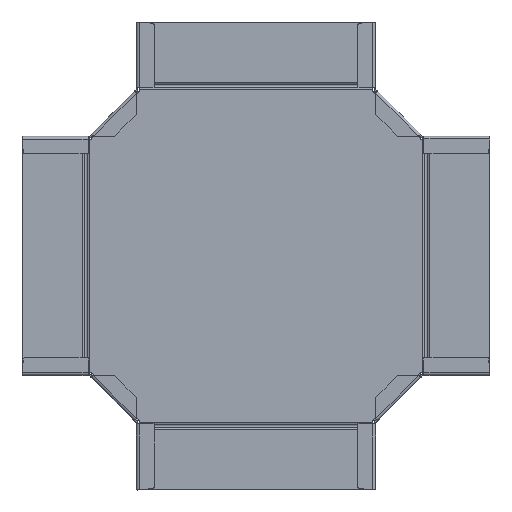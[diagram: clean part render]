
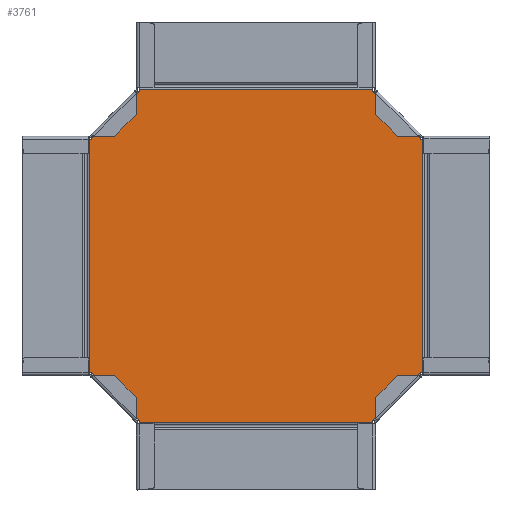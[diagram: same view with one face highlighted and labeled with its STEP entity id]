
A CAD part, top view. The second image highlights one B-rep face of the part: STEP entity #3761.
In plain terms, the highlighted planar face has unit normal (0, 0, 1).
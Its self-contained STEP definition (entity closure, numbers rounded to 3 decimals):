
#2690=DIRECTION('',(-0.707,0.707,0.));
#2691=VECTOR('',#2690,57.631);
#2692=CARTESIAN_POINT('',(140.752,100.,0.));
#2693=LINE('',#2692,#2691);
#2694=DIRECTION('',(-1.,0.,0.));
#2695=VECTOR('',#2694,2.);
#2696=CARTESIAN_POINT('',(142.752,100.,0.));
#2697=LINE('',#2696,#2695);
#2698=DIRECTION('',(0.707,0.707,0.));
#2699=VECTOR('',#2698,57.631);
#2700=CARTESIAN_POINT('',(100.,-140.752,0.));
#2701=LINE('',#2700,#2699);
#2702=DIRECTION('',(0.,1.,0.));
#2703=VECTOR('',#2702,2.);
#2704=CARTESIAN_POINT('',(100.,-142.752,0.));
#2705=LINE('',#2704,#2703);
#2706=DIRECTION('',(0.707,-0.707,0.));
#2707=VECTOR('',#2706,57.631);
#2708=CARTESIAN_POINT('',(-140.752,-100.,0.));
#2709=LINE('',#2708,#2707);
#2710=DIRECTION('',(1.,0.,0.));
#2711=VECTOR('',#2710,2.);
#2712=CARTESIAN_POINT('',(-142.752,-100.,0.));
#2713=LINE('',#2712,#2711);
#2714=DIRECTION('',(-0.707,-0.707,0.));
#2715=VECTOR('',#2714,57.631);
#2716=CARTESIAN_POINT('',(-100.,140.752,0.));
#2717=LINE('',#2716,#2715);
#2718=DIRECTION('',(0.,-1.,0.));
#2719=VECTOR('',#2718,2.);
#2720=CARTESIAN_POINT('',(-100.,142.752,0.));
#2721=LINE('',#2720,#2719);
#2726=DIRECTION('',(0.,-1.,0.));
#2727=VECTOR('',#2726,2.);
#2728=CARTESIAN_POINT('',(100.,142.752,0.));
#2729=LINE('',#2728,#2727);
#2748=DIRECTION('',(1.,0.,0.));
#2749=VECTOR('',#2748,200.);
#2750=CARTESIAN_POINT('',(-100.,142.752,0.));
#2751=LINE('',#2750,#2749);
#2786=DIRECTION('',(1.,0.,0.));
#2787=VECTOR('',#2786,2.);
#2788=CARTESIAN_POINT('',(-142.752,100.,0.));
#2789=LINE('',#2788,#2787);
#2804=DIRECTION('',(0.,1.,0.));
#2805=VECTOR('',#2804,200.);
#2806=CARTESIAN_POINT('',(-142.752,-100.,0.));
#2807=LINE('',#2806,#2805);
#2834=DIRECTION('',(0.,1.,0.));
#2835=VECTOR('',#2834,2.);
#2836=CARTESIAN_POINT('',(-100.,-142.752,0.));
#2837=LINE('',#2836,#2835);
#2856=DIRECTION('',(-1.,0.,0.));
#2857=VECTOR('',#2856,200.);
#2858=CARTESIAN_POINT('',(100.,-142.752,0.));
#2859=LINE('',#2858,#2857);
#3256=DIRECTION('',(0.,-1.,0.));
#3257=VECTOR('',#3256,200.);
#3258=CARTESIAN_POINT('',(142.752,100.,0.));
#3259=LINE('',#3258,#3257);
#3355=DIRECTION('',(-1.,0.,0.));
#3356=VECTOR('',#3355,2.);
#3357=CARTESIAN_POINT('',(142.752,-100.,0.));
#3358=LINE('',#3357,#3356);
#3400=CARTESIAN_POINT('',(-100.,140.752,0.));
#3402=VERTEX_POINT('',#3400);
#3405=CARTESIAN_POINT('',(-142.752,-100.,0.));
#3407=VERTEX_POINT('',#3405);
#3422=CARTESIAN_POINT('',(-140.752,100.,0.));
#3424=VERTEX_POINT('',#3422);
#3427=CARTESIAN_POINT('',(-142.752,100.,0.));
#3428=VERTEX_POINT('',#3427);
#3455=CARTESIAN_POINT('',(100.,142.752,0.));
#3456=VERTEX_POINT('',#3455);
#3458=CARTESIAN_POINT('',(-140.752,-100.,0.));
#3460=VERTEX_POINT('',#3458);
#3461=CARTESIAN_POINT('',(-100.,142.752,0.));
#3462=VERTEX_POINT('',#3461);
#3463=CARTESIAN_POINT('',(100.,140.752,0.));
#3464=VERTEX_POINT('',#3463);
#3465=CARTESIAN_POINT('',(140.752,100.,0.));
#3466=VERTEX_POINT('',#3465);
#3467=CARTESIAN_POINT('',(-100.,-140.752,0.));
#3468=VERTEX_POINT('',#3467);
#3469=CARTESIAN_POINT('',(-100.,-142.752,0.));
#3470=VERTEX_POINT('',#3469);
#3471=CARTESIAN_POINT('',(100.,-142.752,0.));
#3472=VERTEX_POINT('',#3471);
#3473=CARTESIAN_POINT('',(100.,-140.752,0.));
#3474=VERTEX_POINT('',#3473);
#3475=CARTESIAN_POINT('',(140.752,-100.,0.));
#3476=VERTEX_POINT('',#3475);
#3477=CARTESIAN_POINT('',(142.752,-100.,0.));
#3478=VERTEX_POINT('',#3477);
#3479=CARTESIAN_POINT('',(142.752,100.,0.));
#3480=VERTEX_POINT('',#3479);
#3725=CARTESIAN_POINT('',(0.,-100.,0.));
#3726=DIRECTION('',(0.,0.,1.));
#3727=DIRECTION('',(1.,0.,0.));
#3728=AXIS2_PLACEMENT_3D('',#3725,#3726,#3727);
#3729=PLANE('',#3728);
#3731=ORIENTED_EDGE('',*,*,#3730,.F.);
#3732=ORIENTED_EDGE('',*,*,#3650,.F.);
#3734=ORIENTED_EDGE('',*,*,#3733,.T.);
#3736=ORIENTED_EDGE('',*,*,#3735,.T.);
#3737=ORIENTED_EDGE('',*,*,#3704,.F.);
#3738=ORIENTED_EDGE('',*,*,#3716,.F.);
#3740=ORIENTED_EDGE('',*,*,#3739,.T.);
#3742=ORIENTED_EDGE('',*,*,#3741,.T.);
#3744=ORIENTED_EDGE('',*,*,#3743,.F.);
#3746=ORIENTED_EDGE('',*,*,#3745,.F.);
#3748=ORIENTED_EDGE('',*,*,#3747,.T.);
#3750=ORIENTED_EDGE('',*,*,#3749,.T.);
#3752=ORIENTED_EDGE('',*,*,#3751,.F.);
#3754=ORIENTED_EDGE('',*,*,#3753,.F.);
#3756=ORIENTED_EDGE('',*,*,#3755,.T.);
#3758=ORIENTED_EDGE('',*,*,#3757,.T.);
#3759=EDGE_LOOP('',(#3731,#3732,#3734,#3736,#3737,#3738,#3740,#3742,#3744,#3746,
#3748,#3750,#3752,#3754,#3756,#3758));
#3760=FACE_OUTER_BOUND('',#3759,.F.);
#3761=ADVANCED_FACE('',(#3760),#3729,.T.);
#3650=EDGE_CURVE('',#3480,#3466,#2697,.T.);
#3704=EDGE_CURVE('',#3474,#3476,#2701,.T.);
#3716=EDGE_CURVE('',#3472,#3474,#2705,.T.);
#3730=EDGE_CURVE('',#3466,#3464,#2693,.T.);
#3733=EDGE_CURVE('',#3480,#3478,#3259,.T.);
#3735=EDGE_CURVE('',#3478,#3476,#3358,.T.);
#3739=EDGE_CURVE('',#3472,#3470,#2859,.T.);
#3741=EDGE_CURVE('',#3470,#3468,#2837,.T.);
#3743=EDGE_CURVE('',#3460,#3468,#2709,.T.);
#3745=EDGE_CURVE('',#3407,#3460,#2713,.T.);
#3747=EDGE_CURVE('',#3407,#3428,#2807,.T.);
#3749=EDGE_CURVE('',#3428,#3424,#2789,.T.);
#3751=EDGE_CURVE('',#3402,#3424,#2717,.T.);
#3753=EDGE_CURVE('',#3462,#3402,#2721,.T.);
#3755=EDGE_CURVE('',#3462,#3456,#2751,.T.);
#3757=EDGE_CURVE('',#3456,#3464,#2729,.T.);
